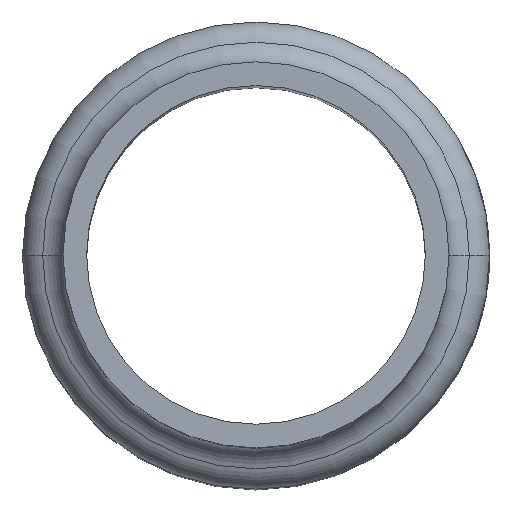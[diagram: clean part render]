
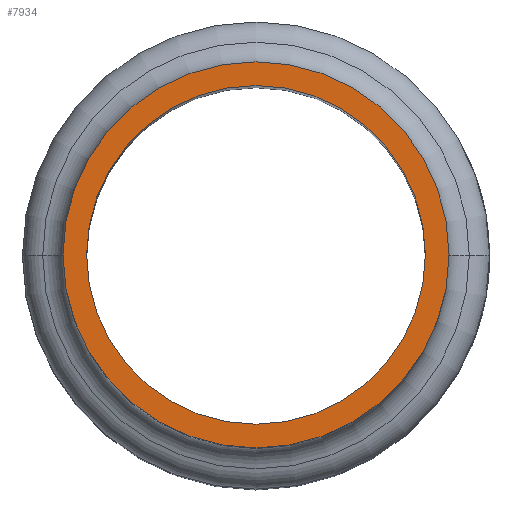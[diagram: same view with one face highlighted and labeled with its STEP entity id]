
A CAD part, top view. The second image highlights one B-rep face of the part: STEP entity #7934.
In plain terms, the highlighted planar face has unit normal (0, 0, 1).
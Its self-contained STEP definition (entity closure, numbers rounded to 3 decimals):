
#731 = AXIS2_PLACEMENT_3D ( 'NONE', #6483, #9114, #24677 ) ;
#1781 = DIRECTION ( 'NONE',  ( 0., 0., 1. ) ) ;
#1833 = VERTEX_POINT ( 'NONE', #19460 ) ;
#3920 = CIRCLE ( 'NONE', #12506, 21.2 ) ;
#4419 = DIRECTION ( 'NONE',  ( 1., 0., 0. ) ) ;
#5532 = AXIS2_PLACEMENT_3D ( 'NONE', #21392, #21533, #4419 ) ;
#6093 = CARTESIAN_POINT ( 'NONE',  ( 0., 19.6, 0. ) ) ;
#6161 = CARTESIAN_POINT ( 'NONE',  ( -18.6, 0., 0. ) ) ;
#6483 = CARTESIAN_POINT ( 'NONE',  ( 0., 0., 0. ) ) ;
#7133 = ORIENTED_EDGE ( 'NONE', *, *, #11928, .T. ) ;
#7898 = CARTESIAN_POINT ( 'NONE',  ( 18.6, 0., 0. ) ) ;
#7934 = ADVANCED_FACE ( 'NONE', ( #25467, #25605 ), #19112, .F. ) ;
#8639 = EDGE_CURVE ( 'NONE', #25557, #22530, #10491, .T. ) ;
#9114 = DIRECTION ( 'NONE',  ( 0., 0., 1. ) ) ;
#10491 = CIRCLE ( 'NONE', #5532, 18.6 ) ;
#11870 = EDGE_LOOP ( 'NONE', ( #12692, #7133 ) ) ;
#11928 = EDGE_CURVE ( 'NONE', #20431, #1833, #3920, .T. ) ;
#12493 = EDGE_CURVE ( 'NONE', #22530, #25557, #20167, .T. ) ;
#12506 = AXIS2_PLACEMENT_3D ( 'NONE', #23811, #23253, #14915 ) ;
#12692 = ORIENTED_EDGE ( 'NONE', *, *, #27136, .T. ) ;
#13558 = CIRCLE ( 'NONE', #23031, 21.2 ) ;
#14737 = DIRECTION ( 'NONE',  ( 0., 0., -1. ) ) ;
#14915 = DIRECTION ( 'NONE',  ( 1., 0., 0. ) ) ;
#14936 = CARTESIAN_POINT ( 'NONE',  ( -21.2, 0., 0. ) ) ;
#16579 = DIRECTION ( 'NONE',  ( -1., 0., 0. ) ) ;
#19112 = PLANE ( 'NONE',  #21792 ) ;
#19460 = CARTESIAN_POINT ( 'NONE',  ( 21.2, 0., 0. ) ) ;
#20167 = CIRCLE ( 'NONE', #731, 18.6 ) ;
#20431 = VERTEX_POINT ( 'NONE', #14936 ) ;
#21173 = CARTESIAN_POINT ( 'NONE',  ( 0., 0., 0. ) ) ;
#21392 = CARTESIAN_POINT ( 'NONE',  ( 0., 0., 0. ) ) ;
#21442 = DIRECTION ( 'NONE',  ( 1., 0., 0. ) ) ;
#21533 = DIRECTION ( 'NONE',  ( 0., 0., 1. ) ) ;
#21792 = AXIS2_PLACEMENT_3D ( 'NONE', #6093, #14737, #16579 ) ;
#22530 = VERTEX_POINT ( 'NONE', #7898 ) ;
#23007 = ORIENTED_EDGE ( 'NONE', *, *, #8639, .F. ) ;
#23031 = AXIS2_PLACEMENT_3D ( 'NONE', #21173, #1781, #21442 ) ;
#23253 = DIRECTION ( 'NONE',  ( 0., 0., 1. ) ) ;
#23811 = CARTESIAN_POINT ( 'NONE',  ( 0., 0., 0. ) ) ;
#24677 = DIRECTION ( 'NONE',  ( 1., 0., 0. ) ) ;
#25467 = FACE_BOUND ( 'NONE', #26067, .T. ) ;
#25557 = VERTEX_POINT ( 'NONE', #6161 ) ;
#25605 = FACE_OUTER_BOUND ( 'NONE', #11870, .T. ) ;
#26067 = EDGE_LOOP ( 'NONE', ( #26251, #23007 ) ) ;
#26251 = ORIENTED_EDGE ( 'NONE', *, *, #12493, .F. ) ;
#27136 = EDGE_CURVE ( 'NONE', #1833, #20431, #13558, .T. ) ;
